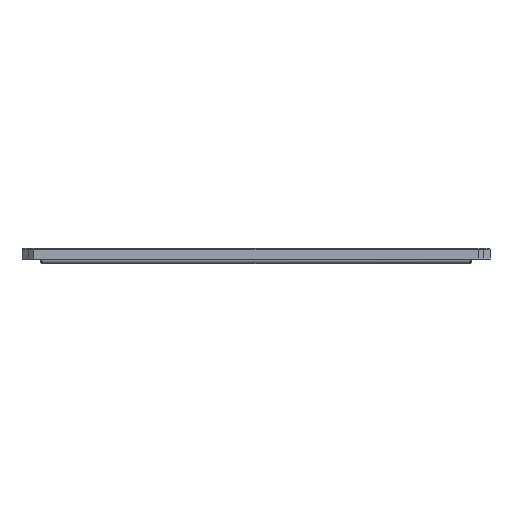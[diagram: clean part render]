
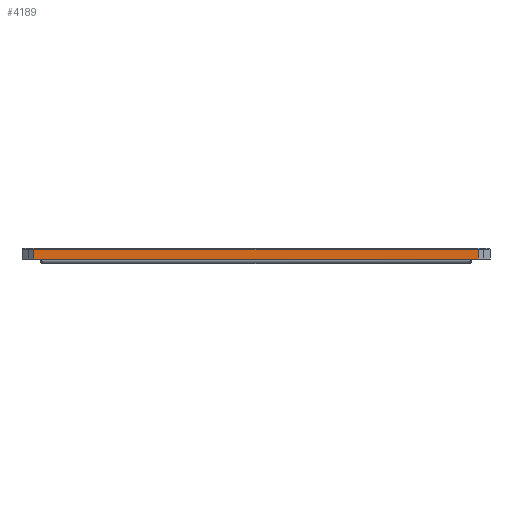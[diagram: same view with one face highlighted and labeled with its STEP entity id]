
A CAD part, front view. The second image highlights one B-rep face of the part: STEP entity #4189.
In plain terms, the highlighted planar face has unit normal (0, -1, 0).
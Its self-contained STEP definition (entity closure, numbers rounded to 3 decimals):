
#380=PLANE('',#4520);
#543=FACE_OUTER_BOUND('',#810,.T.);
#810=EDGE_LOOP('',(#3329,#3330,#3331,#3332));
#1104=LINE('',#6334,#1498);
#1193=LINE('',#6512,#1587);
#1225=LINE('',#6574,#1619);
#1226=LINE('',#6576,#1620);
#1498=VECTOR('',#5065,10.);
#1587=VECTOR('',#5236,10.);
#1619=VECTOR('',#5294,10.);
#1620=VECTOR('',#5297,10.);
#2035=VERTEX_POINT('',#6329);
#2036=VERTEX_POINT('',#6333);
#2082=VERTEX_POINT('',#6505);
#2084=VERTEX_POINT('',#6511);
#2442=EDGE_CURVE('',#2035,#2036,#1104,.T.);
#2531=EDGE_CURVE('',#2084,#2082,#1193,.T.);
#2563=EDGE_CURVE('',#2035,#2082,#1225,.T.);
#2564=EDGE_CURVE('',#2036,#2084,#1226,.T.);
#3329=ORIENTED_EDGE('',*,*,#2442,.F.);
#3330=ORIENTED_EDGE('',*,*,#2563,.T.);
#3331=ORIENTED_EDGE('',*,*,#2531,.F.);
#3332=ORIENTED_EDGE('',*,*,#2564,.F.);
#4189=ADVANCED_FACE('',(#543),#380,.T.);
#4520=AXIS2_PLACEMENT_3D('',#6575,#5295,#5296);
#5065=DIRECTION('',(1.,0.,0.));
#5236=DIRECTION('',(-1.,0.,0.));
#5294=DIRECTION('',(0.,0.,-1.));
#5295=DIRECTION('center_axis',(0.,-1.,0.));
#5296=DIRECTION('ref_axis',(-1.,0.,0.));
#5297=DIRECTION('',(0.,0.,-1.));
#6329=CARTESIAN_POINT('',(-123.5,-126.5,-0.5));
#6333=CARTESIAN_POINT('',(123.5,-126.5,-0.5));
#6334=CARTESIAN_POINT('',(61.75,-126.5,-0.5));
#6505=CARTESIAN_POINT('',(-123.5,-126.5,-5.85));
#6511=CARTESIAN_POINT('',(123.5,-126.5,-5.85));
#6512=CARTESIAN_POINT('',(61.75,-126.5,-5.85));
#6574=CARTESIAN_POINT('',(-123.5,-126.5,0.));
#6575=CARTESIAN_POINT('Origin',(123.5,-126.5,0.));
#6576=CARTESIAN_POINT('',(123.5,-126.5,0.));
